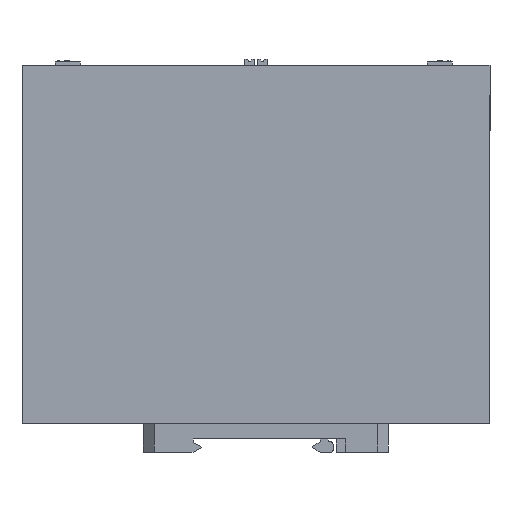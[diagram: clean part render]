
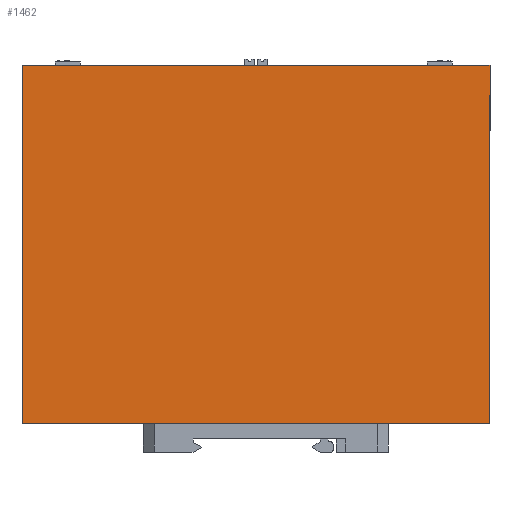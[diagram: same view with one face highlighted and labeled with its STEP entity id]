
A CAD part, left-side view. The second image highlights one B-rep face of the part: STEP entity #1462.
In plain terms, the highlighted planar face has unit normal (-1, 0, 0).
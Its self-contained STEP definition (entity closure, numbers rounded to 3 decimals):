
#1442=AXIS2_PLACEMENT_3D('Plane Axis2P3D',#1439,#1440,#1441) ;
#42=CARTESIAN_POINT('Vertex',(0.,130.,107.6)) ;
#45=CARTESIAN_POINT('Line Origine',(0.,65.,107.6)) ;
#49=CARTESIAN_POINT('Vertex',(0.,0.,107.6)) ;
#200=CARTESIAN_POINT('Vertex',(0.,130.,8.1)) ;
#203=CARTESIAN_POINT('Line Origine',(0.,130.,57.85)) ;
#1439=CARTESIAN_POINT('Axis2P3D Location',(0.,65.,57.6)) ;
#1444=CARTESIAN_POINT('Line Origine',(0.,65.,8.1)) ;
#1448=CARTESIAN_POINT('Vertex',(0.,0.,8.1)) ;
#1451=CARTESIAN_POINT('Line Origine',(0.,0.,57.85)) ;
#46=DIRECTION('Vector Direction',(0.,-1.,0.)) ;
#204=DIRECTION('Vector Direction',(0.,0.,-1.)) ;
#1440=DIRECTION('Axis2P3D Direction',(-1.,0.,0.)) ;
#1441=DIRECTION('Axis2P3D XDirection',(0.,0.,-1.)) ;
#1445=DIRECTION('Vector Direction',(0.,-1.,0.)) ;
#1452=DIRECTION('Vector Direction',(0.,0.,1.)) ;
#47=VECTOR('Line Direction',#46,1.) ;
#205=VECTOR('Line Direction',#204,1.) ;
#1446=VECTOR('Line Direction',#1445,1.) ;
#1453=VECTOR('Line Direction',#1452,1.) ;
#1457=ORIENTED_EDGE('',*,*,#207,.T.) ;
#1458=ORIENTED_EDGE('',*,*,#1450,.T.) ;
#1459=ORIENTED_EDGE('',*,*,#1455,.T.) ;
#1460=ORIENTED_EDGE('',*,*,#51,.T.) ;
#1462=ADVANCED_FACE('PRO_ECO',(#1461),#1443,.T.) ;
#51=EDGE_CURVE('',#50,#43,#48,.F.) ;
#207=EDGE_CURVE('',#43,#201,#206,.T.) ;
#1450=EDGE_CURVE('',#201,#1449,#1447,.T.) ;
#1455=EDGE_CURVE('',#1449,#50,#1454,.T.) ;
#1456=EDGE_LOOP('',(#1457,#1458,#1459,#1460)) ;
#1461=FACE_OUTER_BOUND('',#1456,.T.) ;
#48=LINE('Line',#45,#47) ;
#206=LINE('Line',#203,#205) ;
#1447=LINE('Line',#1444,#1446) ;
#1454=LINE('Line',#1451,#1453) ;
#1443=PLANE('',#1442) ;
#43=VERTEX_POINT('',#42) ;
#50=VERTEX_POINT('',#49) ;
#201=VERTEX_POINT('',#200) ;
#1449=VERTEX_POINT('',#1448) ;
